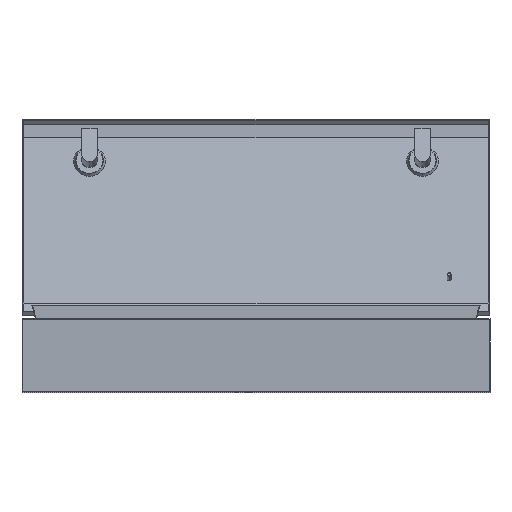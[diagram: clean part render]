
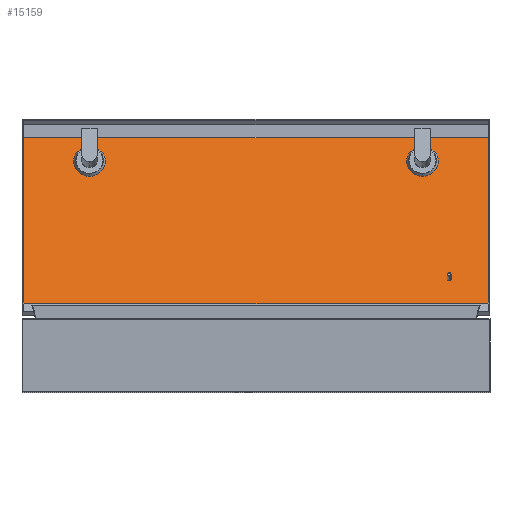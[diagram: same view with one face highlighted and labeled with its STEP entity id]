
A CAD part, left-side view. The second image highlights one B-rep face of the part: STEP entity #15159.
In plain terms, the highlighted face is planar.
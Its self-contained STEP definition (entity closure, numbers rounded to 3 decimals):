
#280 = CIRCLE ( 'NONE', #12548, 23.826 ) ;
#402 = LINE ( 'NONE', #15350, #17289 ) ;
#520 = EDGE_LOOP ( 'NONE', ( #7636, #10268 ) ) ;
#583 = VECTOR ( 'NONE', #17751, 1000. ) ;
#594 = CARTESIAN_POINT ( 'NONE',  ( 93., -290.5, -1. ) ) ;
#1253 = FACE_BOUND ( 'NONE', #14790, .T. ) ;
#1963 = CARTESIAN_POINT ( 'NONE',  ( 132.867, -349.5, -1. ) ) ;
#2576 = CARTESIAN_POINT ( 'NONE',  ( 93., -290.5, -1. ) ) ;
#3120 = CARTESIAN_POINT ( 'NONE',  ( 132.867, 349.5, -1. ) ) ;
#3798 = DIRECTION ( 'NONE',  ( 1., 0., 0. ) ) ;
#3884 = DIRECTION ( 'NONE',  ( 1., 0., 0. ) ) ;
#3954 = CARTESIAN_POINT ( 'NONE',  ( 90., -290.5, -1. ) ) ;
#4088 = CARTESIAN_POINT ( 'NONE',  ( -95., 250.5, -1. ) ) ;
#4276 = CARTESIAN_POINT ( 'NONE',  ( -118.826, 250.5, -1. ) ) ;
#4575 = AXIS2_PLACEMENT_3D ( 'NONE', #9412, #10262, #3884 ) ;
#4804 = CIRCLE ( 'NONE', #21902, 23.826 ) ;
#5427 = AXIS2_PLACEMENT_3D ( 'NONE', #594, #15540, #16422 ) ;
#5523 = VERTEX_POINT ( 'NONE', #22664 ) ;
#5868 = AXIS2_PLACEMENT_3D ( 'NONE', #23419, #20855, #24299 ) ;
#6144 = CARTESIAN_POINT ( 'NONE',  ( -95., 250.5, -1. ) ) ;
#6450 = VERTEX_POINT ( 'NONE', #3954 ) ;
#6727 = CARTESIAN_POINT ( 'NONE',  ( -118.826, -250.5, -1. ) ) ;
#6794 = PLANE ( 'NONE',  #23151 ) ;
#7162 = ORIENTED_EDGE ( 'NONE', *, *, #18921, .F. ) ;
#7192 = EDGE_CURVE ( 'NONE', #16200, #8063, #19503, .T. ) ;
#7631 = VECTOR ( 'NONE', #14764, 1000. ) ;
#7636 = ORIENTED_EDGE ( 'NONE', *, *, #16585, .F. ) ;
#7686 = DIRECTION ( 'NONE',  ( 1., 0., 0. ) ) ;
#8063 = VERTEX_POINT ( 'NONE', #3120 ) ;
#8246 = VERTEX_POINT ( 'NONE', #8727 ) ;
#8620 = VERTEX_POINT ( 'NONE', #23353 ) ;
#8727 = CARTESIAN_POINT ( 'NONE',  ( -132.867, -349.5, -1. ) ) ;
#9276 = AXIS2_PLACEMENT_3D ( 'NONE', #2576, #9350, #25737 ) ;
#9311 = CIRCLE ( 'NONE', #4575, 23.826 ) ;
#9350 = DIRECTION ( 'NONE',  ( 0., 0., -1. ) ) ;
#9412 = CARTESIAN_POINT ( 'NONE',  ( -95., -250.5, -1. ) ) ;
#9568 = DIRECTION ( 'NONE',  ( 1., 0., 0. ) ) ;
#10262 = DIRECTION ( 'NONE',  ( 0., 0., 1. ) ) ;
#10268 = ORIENTED_EDGE ( 'NONE', *, *, #14002, .F. ) ;
#11376 = DIRECTION ( 'NONE',  ( 1., 0., 0. ) ) ;
#12537 = EDGE_CURVE ( 'NONE', #22206, #5523, #24982, .T. ) ;
#12548 = AXIS2_PLACEMENT_3D ( 'NONE', #6144, #12584, #9568 ) ;
#12584 = DIRECTION ( 'NONE',  ( 0., 0., -1. ) ) ;
#12595 = CARTESIAN_POINT ( 'NONE',  ( 132.867, 0., -1. ) ) ;
#13302 = ORIENTED_EDGE ( 'NONE', *, *, #7192, .F. ) ;
#13417 = VERTEX_POINT ( 'NONE', #21741 ) ;
#14002 = EDGE_CURVE ( 'NONE', #6450, #8620, #20901, .T. ) ;
#14418 = ORIENTED_EDGE ( 'NONE', *, *, #20454, .F. ) ;
#14493 = ORIENTED_EDGE ( 'NONE', *, *, #21144, .T. ) ;
#14501 = ORIENTED_EDGE ( 'NONE', *, *, #12537, .T. ) ;
#14764 = DIRECTION ( 'NONE',  ( -1., 0., 0. ) ) ;
#14790 = EDGE_LOOP ( 'NONE', ( #14493, #14501 ) ) ;
#14895 = CARTESIAN_POINT ( 'NONE',  ( -132.867, 349.5, -1. ) ) ;
#15159 = ADVANCED_FACE ( 'NONE', ( #15340, #25700, #1253, #19705 ), #6794, .F. ) ;
#15340 = FACE_OUTER_BOUND ( 'NONE', #23991, .T. ) ;
#15350 = CARTESIAN_POINT ( 'NONE',  ( 0., -349.5, -1. ) ) ;
#15540 = DIRECTION ( 'NONE',  ( 0., 0., -1. ) ) ;
#16169 = EDGE_LOOP ( 'NONE', ( #18910, #7162 ) ) ;
#16200 = VERTEX_POINT ( 'NONE', #1963 ) ;
#16369 = VERTEX_POINT ( 'NONE', #14895 ) ;
#16422 = DIRECTION ( 'NONE',  ( 1., 0., 0. ) ) ;
#16585 = EDGE_CURVE ( 'NONE', #8620, #6450, #21995, .T. ) ;
#16688 = CARTESIAN_POINT ( 'NONE',  ( 0., 0., -1. ) ) ;
#17289 = VECTOR ( 'NONE', #3798, 1000. ) ;
#17751 = DIRECTION ( 'NONE',  ( 0., 1., 0. ) ) ;
#18011 = ORIENTED_EDGE ( 'NONE', *, *, #22312, .F. ) ;
#18434 = EDGE_CURVE ( 'NONE', #13417, #25670, #4804, .T. ) ;
#18878 = DIRECTION ( 'NONE',  ( 0., -1., 0. ) ) ;
#18910 = ORIENTED_EDGE ( 'NONE', *, *, #18434, .F. ) ;
#18921 = EDGE_CURVE ( 'NONE', #25670, #13417, #280, .T. ) ;
#19316 = DIRECTION ( 'NONE',  ( 0., 0., 1. ) ) ;
#19503 = LINE ( 'NONE', #12595, #583 ) ;
#19525 = EDGE_CURVE ( 'NONE', #8246, #16200, #402, .T. ) ;
#19705 = FACE_BOUND ( 'NONE', #520, .T. ) ;
#20454 = EDGE_CURVE ( 'NONE', #8063, #16369, #25135, .T. ) ;
#20588 = CARTESIAN_POINT ( 'NONE',  ( -132.867, 0., -1. ) ) ;
#20822 = VECTOR ( 'NONE', #18878, 1000. ) ;
#20855 = DIRECTION ( 'NONE',  ( 0., 0., 1. ) ) ;
#20901 = CIRCLE ( 'NONE', #5427, 3. ) ;
#21144 = EDGE_CURVE ( 'NONE', #5523, #22206, #9311, .T. ) ;
#21227 = CARTESIAN_POINT ( 'NONE',  ( 0., 349.5, -1. ) ) ;
#21382 = ORIENTED_EDGE ( 'NONE', *, *, #19525, .F. ) ;
#21741 = CARTESIAN_POINT ( 'NONE',  ( -71.174, 250.5, -1. ) ) ;
#21902 = AXIS2_PLACEMENT_3D ( 'NONE', #4088, #22975, #11376 ) ;
#21995 = CIRCLE ( 'NONE', #9276, 3. ) ;
#22206 = VERTEX_POINT ( 'NONE', #6727 ) ;
#22312 = EDGE_CURVE ( 'NONE', #16369, #8246, #24878, .T. ) ;
#22664 = CARTESIAN_POINT ( 'NONE',  ( -71.174, -250.5, -1. ) ) ;
#22975 = DIRECTION ( 'NONE',  ( 0., 0., -1. ) ) ;
#23151 = AXIS2_PLACEMENT_3D ( 'NONE', #16688, #19316, #7686 ) ;
#23353 = CARTESIAN_POINT ( 'NONE',  ( 96., -290.5, -1. ) ) ;
#23419 = CARTESIAN_POINT ( 'NONE',  ( -95., -250.5, -1. ) ) ;
#23991 = EDGE_LOOP ( 'NONE', ( #21382, #18011, #14418, #13302 ) ) ;
#24299 = DIRECTION ( 'NONE',  ( 1., 0., 0. ) ) ;
#24878 = LINE ( 'NONE', #20588, #20822 ) ;
#24982 = CIRCLE ( 'NONE', #5868, 23.826 ) ;
#25135 = LINE ( 'NONE', #21227, #7631 ) ;
#25670 = VERTEX_POINT ( 'NONE', #4276 ) ;
#25700 = FACE_BOUND ( 'NONE', #16169, .T. ) ;
#25737 = DIRECTION ( 'NONE',  ( 1., 0., 0. ) ) ;
